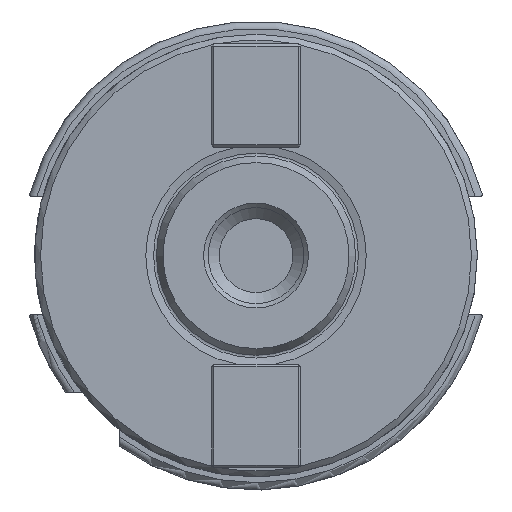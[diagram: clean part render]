
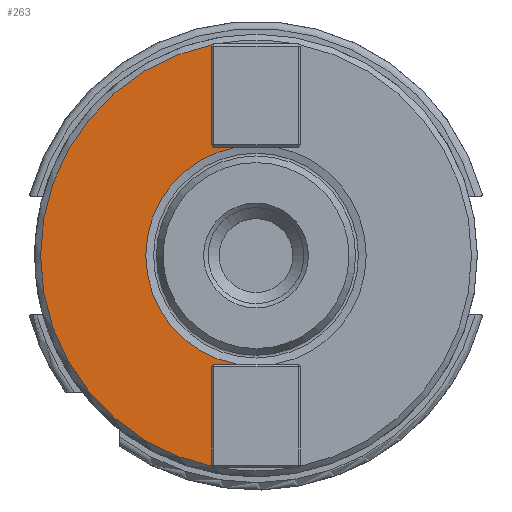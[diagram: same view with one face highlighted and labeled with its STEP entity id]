
A CAD part, left-side view. The second image highlights one B-rep face of the part: STEP entity #263.
In plain terms, the highlighted planar face has unit normal (-1, 0, 0).
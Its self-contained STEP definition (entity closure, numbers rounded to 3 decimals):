
#263=ADVANCED_FACE('',(#472),#403,.F.);
#403=PLANE('',#2356);
#472=FACE_OUTER_BOUND('',#584,.T.);
#584=EDGE_LOOP('',(#1032,#1033,#1034,#1035,#1036,#1037,#1038,#1039,#1040,
#1041));
#751=LINE('',#3214,#891);
#752=LINE('',#3217,#892);
#753=LINE('',#3221,#893);
#754=LINE('',#3223,#894);
#755=LINE('',#3225,#895);
#756=LINE('',#3227,#896);
#757=LINE('',#3231,#897);
#758=LINE('',#3233,#898);
#891=VECTOR('',#2598,1.);
#892=VECTOR('',#2599,1.);
#893=VECTOR('',#2602,1.);
#894=VECTOR('',#2603,1.);
#895=VECTOR('',#2604,1.);
#896=VECTOR('',#2605,1.);
#897=VECTOR('',#2608,1.);
#898=VECTOR('',#2609,1.);
#1032=ORIENTED_EDGE('',*,*,#1915,.T.);
#1033=ORIENTED_EDGE('',*,*,#1916,.T.);
#1034=ORIENTED_EDGE('',*,*,#1917,.T.);
#1035=ORIENTED_EDGE('',*,*,#1918,.T.);
#1036=ORIENTED_EDGE('',*,*,#1919,.T.);
#1037=ORIENTED_EDGE('',*,*,#1920,.T.);
#1038=ORIENTED_EDGE('',*,*,#1921,.T.);
#1039=ORIENTED_EDGE('',*,*,#1922,.F.);
#1040=ORIENTED_EDGE('',*,*,#1923,.T.);
#1041=ORIENTED_EDGE('',*,*,#1924,.T.);
#1694=VERTEX_POINT('',#3215);
#1695=VERTEX_POINT('',#3216);
#1696=VERTEX_POINT('',#3218);
#1697=VERTEX_POINT('',#3220);
#1698=VERTEX_POINT('',#3222);
#1699=VERTEX_POINT('',#3224);
#1700=VERTEX_POINT('',#3226);
#1701=VERTEX_POINT('',#3228);
#1702=VERTEX_POINT('',#3230);
#1703=VERTEX_POINT('',#3232);
#1915=EDGE_CURVE('',#1694,#1695,#751,.T.);
#1916=EDGE_CURVE('',#1695,#1696,#752,.T.);
#1917=EDGE_CURVE('',#1696,#1697,#2245,.T.);
#1918=EDGE_CURVE('',#1697,#1698,#753,.T.);
#1919=EDGE_CURVE('',#1698,#1699,#754,.T.);
#1920=EDGE_CURVE('',#1699,#1700,#755,.T.);
#1921=EDGE_CURVE('',#1700,#1701,#756,.T.);
#1922=EDGE_CURVE('',#1702,#1701,#2246,.T.);
#1923=EDGE_CURVE('',#1702,#1703,#757,.T.);
#1924=EDGE_CURVE('',#1703,#1694,#758,.T.);
#2245=CIRCLE('',#2354,14.935);
#2246=CIRCLE('',#2355,29.2);
#2354=AXIS2_PLACEMENT_3D('',#3219,#2600,#2601);
#2355=AXIS2_PLACEMENT_3D('',#3229,#2606,#2607);
#2356=AXIS2_PLACEMENT_3D('',#3234,#2610,#2611);
#2598=DIRECTION('',(0.,-0.707,0.707));
#2599=DIRECTION('',(0.,-1.,0.));
#2600=DIRECTION('',(1.,0.,0.));
#2601=DIRECTION('',(0.,0.,1.));
#2602=DIRECTION('',(0.,1.,0.));
#2603=DIRECTION('',(0.,0.707,0.707));
#2604=DIRECTION('',(0.,0.,1.));
#2605=DIRECTION('',(0.,-0.707,0.707));
#2606=DIRECTION('',(1.,0.,0.));
#2607=DIRECTION('',(0.,0.,1.));
#2608=DIRECTION('',(0.,0.707,0.707));
#2609=DIRECTION('',(0.,0.,1.));
#2610=DIRECTION('',(1.,0.,0.));
#2611=DIRECTION('',(0.,0.,-1.));
#3214=CARTESIAN_POINT('',(21.5,10.1,-19.1));
#3215=CARTESIAN_POINT('',(21.5,6.,-15.));
#3216=CARTESIAN_POINT('',(21.5,5.7,-14.7));
#3217=CARTESIAN_POINT('',(21.5,29.2,-14.7));
#3218=CARTESIAN_POINT('',(21.5,2.641,-14.7));
#3219=CARTESIAN_POINT('',(21.5,0.,0.));
#3220=CARTESIAN_POINT('',(21.5,2.641,14.7));
#3221=CARTESIAN_POINT('',(21.5,29.2,14.7));
#3222=CARTESIAN_POINT('',(21.5,5.7,14.7));
#3223=CARTESIAN_POINT('',(21.5,10.1,19.1));
#3224=CARTESIAN_POINT('',(21.5,6.,15.));
#3225=CARTESIAN_POINT('',(21.5,6.,0.));
#3226=CARTESIAN_POINT('',(21.5,6.,28.4));
#3227=CARTESIAN_POINT('',(21.5,31.8,2.6));
#3228=CARTESIAN_POINT('',(21.5,5.777,28.623));
#3229=CARTESIAN_POINT('',(21.5,0.,0.));
#3230=CARTESIAN_POINT('',(21.5,5.777,-28.623));
#3231=CARTESIAN_POINT('',(21.5,31.8,-2.6));
#3232=CARTESIAN_POINT('',(21.5,6.,-28.4));
#3233=CARTESIAN_POINT('',(21.5,6.,0.));
#3234=CARTESIAN_POINT('',(21.5,29.2,0.));
